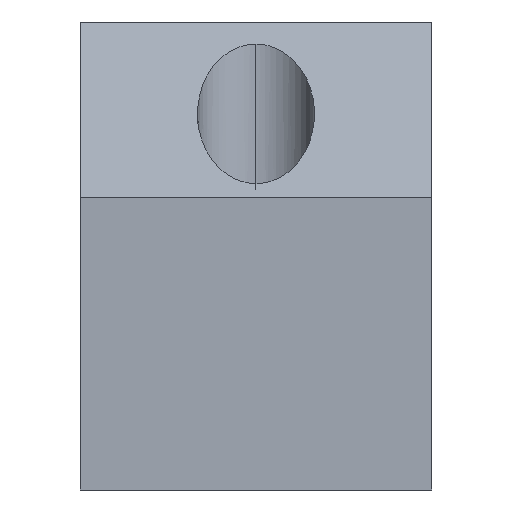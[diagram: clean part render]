
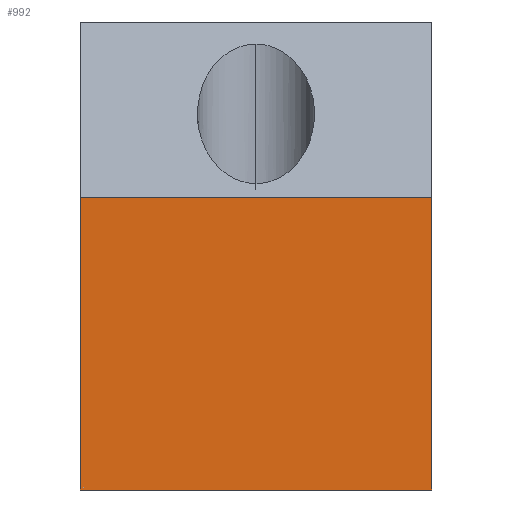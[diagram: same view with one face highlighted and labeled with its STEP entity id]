
A CAD part, left-side view. The second image highlights one B-rep face of the part: STEP entity #992.
In plain terms, the highlighted planar face has unit normal (-1, 0, 0).
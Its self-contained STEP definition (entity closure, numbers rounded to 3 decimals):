
#54 = CARTESIAN_POINT ( 'NONE',  ( -57.5, 15., 5. ) ) ;
#98 = CARTESIAN_POINT ( 'NONE',  ( -57.5, 15., -20. ) ) ;
#105 = EDGE_CURVE ( 'NONE', #839, #272, #427, .T. ) ;
#113 = ORIENTED_EDGE ( 'NONE', *, *, #931, .T. ) ;
#133 = VERTEX_POINT ( 'NONE', #98 ) ;
#201 = VECTOR ( 'NONE', #1202, 1000. ) ;
#204 = LINE ( 'NONE', #501, #201 ) ;
#226 = LINE ( 'NONE', #1045, #322 ) ;
#272 = VERTEX_POINT ( 'NONE', #460 ) ;
#312 = CARTESIAN_POINT ( 'NONE',  ( -57.5, -15., 5. ) ) ;
#317 = VERTEX_POINT ( 'NONE', #54 ) ;
#322 = VECTOR ( 'NONE', #1150, 1000. ) ;
#330 = DIRECTION ( 'NONE',  ( 1., 0., 0. ) ) ;
#412 = VECTOR ( 'NONE', #425, 1000. ) ;
#425 = DIRECTION ( 'NONE',  ( 0., 1., 0. ) ) ;
#427 = LINE ( 'NONE', #491, #997 ) ;
#444 = LINE ( 'NONE', #1216, #412 ) ;
#449 = EDGE_LOOP ( 'NONE', ( #828, #1031, #674, #113 ) ) ;
#460 = CARTESIAN_POINT ( 'NONE',  ( -57.5, -15., -20. ) ) ;
#491 = CARTESIAN_POINT ( 'NONE',  ( -57.5, -15., 20. ) ) ;
#501 = CARTESIAN_POINT ( 'NONE',  ( -57.5, 15., 20. ) ) ;
#600 = AXIS2_PLACEMENT_3D ( 'NONE', #714, #330, #1141 ) ;
#620 = EDGE_CURVE ( 'NONE', #317, #133, #204, .T. ) ;
#625 = PLANE ( 'NONE',  #600 ) ;
#674 = ORIENTED_EDGE ( 'NONE', *, *, #620, .T. ) ;
#714 = CARTESIAN_POINT ( 'NONE',  ( -57.5, 15., 20. ) ) ;
#717 = DIRECTION ( 'NONE',  ( 0., 0., -1. ) ) ;
#828 = ORIENTED_EDGE ( 'NONE', *, *, #105, .F. ) ;
#839 = VERTEX_POINT ( 'NONE', #312 ) ;
#910 = EDGE_CURVE ( 'NONE', #839, #317, #444, .T. ) ;
#931 = EDGE_CURVE ( 'NONE', #133, #272, #226, .T. ) ;
#992 = ADVANCED_FACE ( 'NONE', ( #1020 ), #625, .F. ) ;
#997 = VECTOR ( 'NONE', #717, 1000. ) ;
#1020 = FACE_OUTER_BOUND ( 'NONE', #449, .T. ) ;
#1031 = ORIENTED_EDGE ( 'NONE', *, *, #910, .T. ) ;
#1045 = CARTESIAN_POINT ( 'NONE',  ( -57.5, 15., -20. ) ) ;
#1141 = DIRECTION ( 'NONE',  ( 0., 1., 0. ) ) ;
#1150 = DIRECTION ( 'NONE',  ( 0., -1., 0. ) ) ;
#1202 = DIRECTION ( 'NONE',  ( 0., 0., -1. ) ) ;
#1216 = CARTESIAN_POINT ( 'NONE',  ( -57.5, 15., 5. ) ) ;
